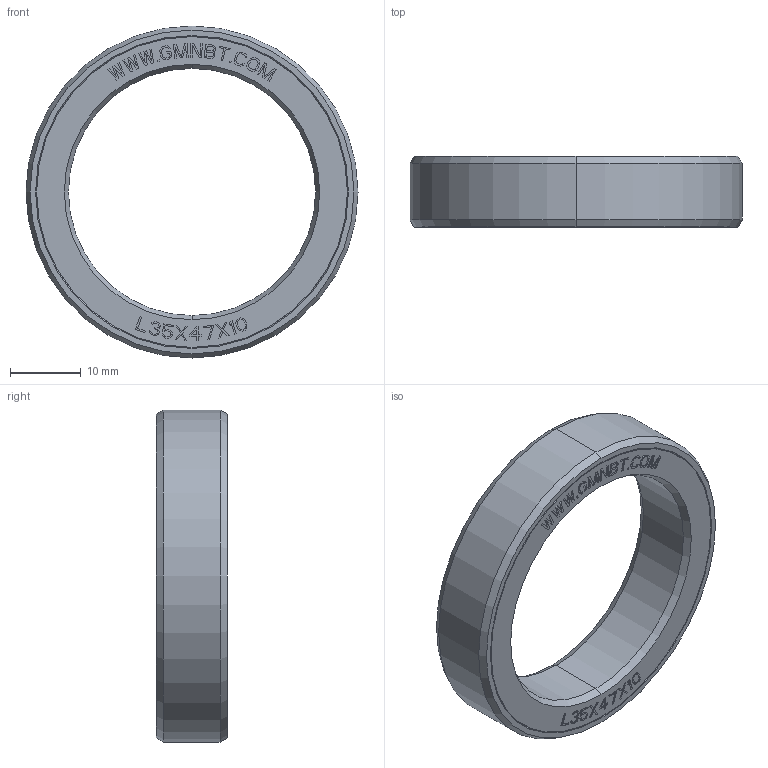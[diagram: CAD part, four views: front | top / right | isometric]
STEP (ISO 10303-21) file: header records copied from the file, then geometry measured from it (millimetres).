
FILE_DESCRIPTION((''),'2;1');
FILE_NAME('L35X47X10_PRT','2014-11-17T',('sales 4'),(''),'PRO/ENGINEER BY PARAMETRIC TECHNOLOGY CORPORATION, 2013150','PRO/ENGINEER BY PARAMETRIC TECHNOLOGY CORPORATION, 2013150','');
FILE_SCHEMA(('AUTOMOTIVE_DESIGN { 1 0 10303 214 1 1 1 1 }'));
Length unit declared in the file: millimetre
Products named in the file (1): L35X47X10_PRT
Bounding box: 47 x 10.07 x 47 mm (x, y, z)
Volume: 7331.9 mm3; surface area: 7406.7 mm2
Topology: 2 solids, 2 shells, 544 faces, 1491 edges, 978 vertices
Faces by surface type: plane 488, cone 24, torus 20, cylinder 12
Entity records: 22630 total; most frequent: CARTESIAN_POINT 3015, ORIENTED_EDGE 2982, DIRECTION 2663, PRESENTATION_STYLE_ASSIGNMENT 1635, STYLED_ITEM 1570, CURVE_STYLE 1491, EDGE_CURVE 1491, VECTOR 1407
